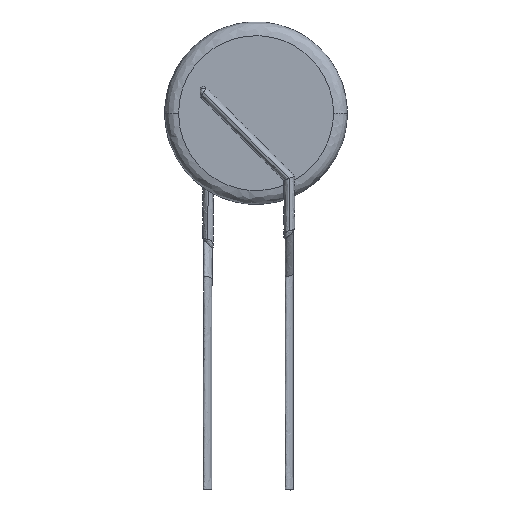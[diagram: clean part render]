
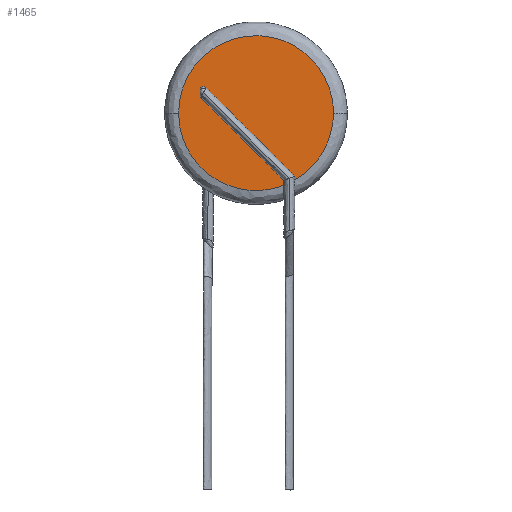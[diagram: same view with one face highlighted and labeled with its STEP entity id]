
A CAD part, top view. The second image highlights one B-rep face of the part: STEP entity #1465.
In plain terms, the highlighted free-form (B-spline) face has degree [1, 1] with [2, 2] control points.
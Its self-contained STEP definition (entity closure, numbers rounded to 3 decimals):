
#218 = CARTESIAN_POINT ( 'NONE',  ( -6.916, -1.855, 4.496 ) ) ;
#562 = EDGE_LOOP ( 'NONE', ( #4467, #16516 ) ) ;
#826 = CARTESIAN_POINT ( 'NONE',  ( -7.099, 14.199, 4.496 ) ) ;
#1135 = CARTESIAN_POINT ( 'NONE',  ( 7.184, -7.184, 4.496 ) ) ;
#1465 = ADVANCED_FACE ( 'NONE', ( #2810 ), #4667, .T. ) ;
#1675 = CARTESIAN_POINT ( 'NONE',  ( 6.916, -1.855, 4.496 ) ) ;
#2810 = FACE_OUTER_BOUND ( 'NONE', #562, .T. ) ;
#3499 = CARTESIAN_POINT ( 'NONE',  ( -7.099, 0., 4.496 ) ) ;
#3928 = CARTESIAN_POINT ( 'NONE',  ( 7.099, 0., 4.496 ) ) ;
#4467 = ORIENTED_EDGE ( 'NONE', *, *, #9934, .F. ) ;
#4667 = B_SPLINE_SURFACE_WITH_KNOTS ( 'NONE', 1, 1, ( 
 ( #8901, #16515 ),
 ( #1135, #10188 ) ),
 .UNSPECIFIED., .F., .F., .F.,
 ( 2, 2 ),
 ( 2, 2 ),
 ( 0., 1. ),
 ( 0., 1. ),
 .UNSPECIFIED. ) ;
#5135 = VERTEX_POINT ( 'NONE', #3928 ) ;
#5351 = CARTESIAN_POINT ( 'NONE',  ( -7.099, 0., 4.496 ) ) ;
#5385 = CARTESIAN_POINT ( 'NONE',  ( -7.099, -0.932, 4.496 ) ) ;
#5664 = CARTESIAN_POINT ( 'NONE',  ( 3.578, -6.202, 4.496 ) ) ;
#5718 = CARTESIAN_POINT ( 'NONE',  ( 7.099, -0.932, 4.496 ) ) ;
#7014 = CARTESIAN_POINT ( 'NONE',  ( 7.099, 0., 4.496 ) ) ;
#7068 = B_SPLINE_CURVE_WITH_KNOTS ( 'NONE', 3,
 ( #15685, #5385, #218, #13287, #14550, #10677, #9546, #16077, #15906, #8300, #13346, #5664, #14763, #13455, #16020, #1675, #5718, #7014 ),
 .UNSPECIFIED., .F., .F.,
 ( 4, 2, 2, 2, 2, 2, 2, 2, 4 ),
 ( 3.142, 3.534, 3.927, 4.32, 4.712, 5.105, 5.498, 5.89, 6.283 ),
 .UNSPECIFIED. ) ;
#7763 =( BOUNDED_CURVE ( )  B_SPLINE_CURVE ( 3, ( #3499, #826, #8638, #14939 ),
 .UNSPECIFIED., .F., .F. ) 
 B_SPLINE_CURVE_WITH_KNOTS ( ( 4, 4 ),
 ( 0., 3.142 ),
 .UNSPECIFIED. ) 
 CURVE ( )  GEOMETRIC_REPRESENTATION_ITEM ( )  RATIONAL_B_SPLINE_CURVE ( ( 0.957, 0.319, 0.319, 0.957 ) ) 
 REPRESENTATION_ITEM ( '' )  );
#8300 = CARTESIAN_POINT ( 'NONE',  ( 0.932, -7.099, 4.496 ) ) ;
#8638 = CARTESIAN_POINT ( 'NONE',  ( 7.099, 14.199, 4.496 ) ) ;
#8901 = CARTESIAN_POINT ( 'NONE',  ( -7.184, -7.184, 4.496 ) ) ;
#9546 = CARTESIAN_POINT ( 'NONE',  ( -3.578, -6.202, 4.496 ) ) ;
#9934 = EDGE_CURVE ( 'NONE', #13758, #5135, #7763, .T. ) ;
#10188 = CARTESIAN_POINT ( 'NONE',  ( 7.184, 7.184, 4.496 ) ) ;
#10677 = CARTESIAN_POINT ( 'NONE',  ( -4.361, -5.679, 4.496 ) ) ;
#10937 = EDGE_CURVE ( 'NONE', #13758, #5135, #7068, .T. ) ;
#13287 = CARTESIAN_POINT ( 'NONE',  ( -6.202, -3.578, 4.496 ) ) ;
#13346 = CARTESIAN_POINT ( 'NONE',  ( 1.855, -6.916, 4.496 ) ) ;
#13455 = CARTESIAN_POINT ( 'NONE',  ( 5.679, -4.361, 4.496 ) ) ;
#13758 = VERTEX_POINT ( 'NONE', #5351 ) ;
#14550 = CARTESIAN_POINT ( 'NONE',  ( -5.679, -4.361, 4.496 ) ) ;
#14763 = CARTESIAN_POINT ( 'NONE',  ( 4.361, -5.679, 4.496 ) ) ;
#14939 = CARTESIAN_POINT ( 'NONE',  ( 7.099, 0., 4.496 ) ) ;
#15685 = CARTESIAN_POINT ( 'NONE',  ( -7.099, 0., 4.496 ) ) ;
#15906 = CARTESIAN_POINT ( 'NONE',  ( -0.932, -7.099, 4.496 ) ) ;
#16020 = CARTESIAN_POINT ( 'NONE',  ( 6.202, -3.578, 4.496 ) ) ;
#16077 = CARTESIAN_POINT ( 'NONE',  ( -1.855, -6.916, 4.496 ) ) ;
#16515 = CARTESIAN_POINT ( 'NONE',  ( -7.184, 7.184, 4.496 ) ) ;
#16516 = ORIENTED_EDGE ( 'NONE', *, *, #10937, .T. ) ;
